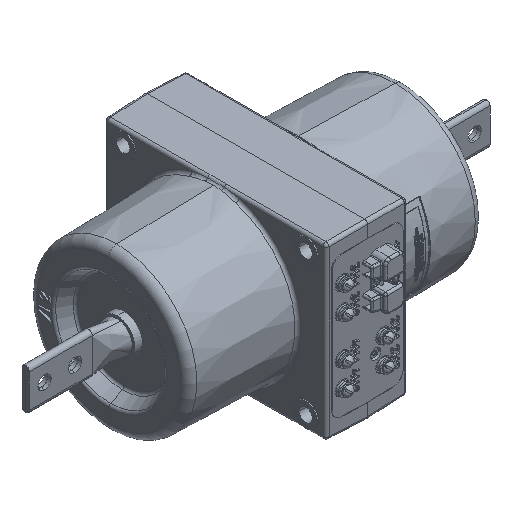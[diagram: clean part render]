
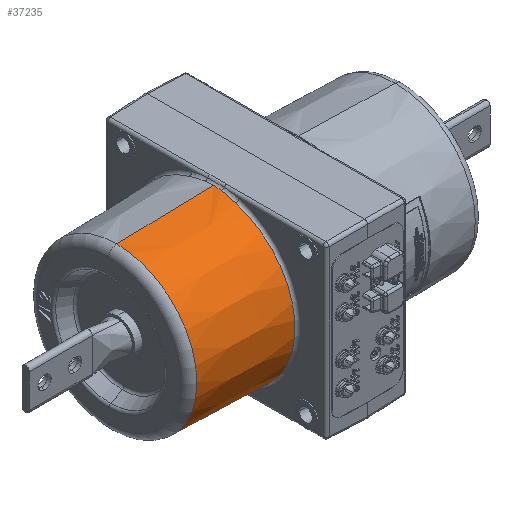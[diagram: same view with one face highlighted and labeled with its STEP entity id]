
A CAD part, isometric view. The second image highlights one B-rep face of the part: STEP entity #37235.
In plain terms, the highlighted conical face has half-angle 1.5 degrees and reference radius 82.5 mm.
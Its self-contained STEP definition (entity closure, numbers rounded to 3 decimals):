
#2650 = CIRCLE ( 'NONE', #25018, 81.376 ) ;
#2671 = CIRCLE ( 'NONE', #25034, 78.907 ) ;
#3653 = CARTESIAN_POINT ( 'NONE',  ( -42.142, -7.991, -81.003 ) ) ;
#3657 = CARTESIAN_POINT ( 'NONE',  ( -42.921, 0., 0. ) ) ;
#3658 = CARTESIAN_POINT ( 'NONE',  ( -42.288, -10.479, -80.754 ) ) ;
#3659 = CARTESIAN_POINT ( 'NONE',  ( -42.478, -12.946, -80.39 ) ) ;
#3660 = CARTESIAN_POINT ( 'NONE',  ( -42.794, -17.843, -79.438 ) ) ;
#3661 = CARTESIAN_POINT ( 'NONE',  ( -42.921, -20.279, -78.849 ) ) ;
#3662 = CARTESIAN_POINT ( 'NONE',  ( -42.921, -22.686, -78.15 ) ) ;
#3667 = DIRECTION ( 'NONE',  ( -1., 0., 0. ) ) ;
#3668 = DIRECTION ( 'NONE',  ( 0., 0., 1. ) ) ;
#3715 = CARTESIAN_POINT ( 'NONE',  ( -41.914, 0., -81.402 ) ) ;
#3718 = CARTESIAN_POINT ( 'NONE',  ( -41.914, -2.664, -81.402 ) ) ;
#3719 = CARTESIAN_POINT ( 'NONE',  ( -41.986, -5.337, -81.269 ) ) ;
#3720 = CARTESIAN_POINT ( 'NONE',  ( -42.142, -7.991, -81.003 ) ) ;
#3724 = CARTESIAN_POINT ( 'NONE',  ( -42.921, -22.686, 78.15 ) ) ;
#3731 = CARTESIAN_POINT ( 'NONE',  ( -42.921, -20.277, 78.849 ) ) ;
#3732 = CARTESIAN_POINT ( 'NONE',  ( -42.794, -17.851, 79.437 ) ) ;
#3733 = CARTESIAN_POINT ( 'NONE',  ( -42.479, -12.954, 80.389 ) ) ;
#3734 = CARTESIAN_POINT ( 'NONE',  ( -42.288, -10.48, 80.754 ) ) ;
#3735 = CARTESIAN_POINT ( 'NONE',  ( -42.142, -7.991, 81.003 ) ) ;
#3736 = CARTESIAN_POINT ( 'NONE',  ( -137.209, 0., 0. ) ) ;
#3737 = DIRECTION ( 'NONE',  ( 1., 0., 0. ) ) ;
#3738 = DIRECTION ( 'NONE',  ( 0., 0., 1. ) ) ;
#3743 = CARTESIAN_POINT ( 'NONE',  ( -42.142, -7.991, 81.003 ) ) ;
#3747 = CARTESIAN_POINT ( 'NONE',  ( -41.985, -5.332, 81.27 ) ) ;
#3748 = CARTESIAN_POINT ( 'NONE',  ( -41.914, -2.668, 81.402 ) ) ;
#3749 = CARTESIAN_POINT ( 'NONE',  ( -41.914, 0., 81.402 ) ) ;
#6291 = AXIS2_PLACEMENT_3D ( 'NONE', #8891, #8888, #8889 ) ;
#7128 = FACE_OUTER_BOUND ( 'NONE', #20815, .T. ) ;
#7135 = CONICAL_SURFACE ( 'NONE', #6291, 82.5, 0.026 ) ;
#8888 = DIRECTION ( 'NONE',  ( 1., 0., 0. ) ) ;
#8889 = DIRECTION ( 'NONE',  ( 0., 0., -1. ) ) ;
#8891 = CARTESIAN_POINT ( 'NONE',  ( 0., 0., 0. ) ) ;
#17054 = EDGE_CURVE ( 'NONE', #22657, #22633, #31104, .T. ) ;
#17059 = EDGE_CURVE ( 'NONE', #22661, #22758, #31109, .T. ) ;
#18903 = VERTEX_POINT ( 'NONE', #60377 ) ;
#18905 = VERTEX_POINT ( 'NONE', #60378 ) ;
#18907 = VERTEX_POINT ( 'NONE', #60379 ) ;
#18909 = VERTEX_POINT ( 'NONE', #60369 ) ;
#20815 = EDGE_LOOP ( 'NONE', ( #43813, #43814, #43815, #43816, #43817, #43818, #43819, #43820 ) ) ;
#22633 = VERTEX_POINT ( 'NONE', #62159 ) ;
#22657 = VERTEX_POINT ( 'NONE', #62183 ) ;
#22661 = VERTEX_POINT ( 'NONE', #62187 ) ;
#22758 = VERTEX_POINT ( 'NONE', #62284 ) ;
#24015 = EDGE_CURVE ( 'NONE', #18903, #18905, #46863, .T. ) ;
#24017 = EDGE_CURVE ( 'NONE', #18905, #18907, #2650, .T. ) ;
#24033 = EDGE_CURVE ( 'NONE', #22758, #18903, #46865, .T. ) ;
#24037 = EDGE_CURVE ( 'NONE', #18907, #18909, #46866, .T. ) ;
#24038 = EDGE_CURVE ( 'NONE', #22657, #22661, #2671, .T. ) ;
#24042 = EDGE_CURVE ( 'NONE', #18909, #22633, #46867, .T. ) ;
#25018 = AXIS2_PLACEMENT_3D ( 'NONE', #3657, #3667, #3668 ) ;
#25034 = AXIS2_PLACEMENT_3D ( 'NONE', #3736, #3737, #3738 ) ;
#31104 = LINE ( 'NONE', #52799, #31112 ) ;
#31109 = LINE ( 'NONE', #52815, #31114 ) ;
#31112 = VECTOR ( 'NONE', #52800, 1000. ) ;
#31114 = VECTOR ( 'NONE', #52816, 1000. ) ;
#37235 = ADVANCED_FACE ( 'NONE', ( #7128 ), #7135, .T. ) ;
#43813 = ORIENTED_EDGE ( 'NONE', *, *, #17054, .F. ) ;
#43814 = ORIENTED_EDGE ( 'NONE', *, *, #24038, .T. ) ;
#43815 = ORIENTED_EDGE ( 'NONE', *, *, #17059, .T. ) ;
#43816 = ORIENTED_EDGE ( 'NONE', *, *, #24033, .T. ) ;
#43817 = ORIENTED_EDGE ( 'NONE', *, *, #24015, .T. ) ;
#43818 = ORIENTED_EDGE ( 'NONE', *, *, #24017, .T. ) ;
#43819 = ORIENTED_EDGE ( 'NONE', *, *, #24037, .T. ) ;
#43820 = ORIENTED_EDGE ( 'NONE', *, *, #24042, .T. ) ;
#46863 = B_SPLINE_CURVE_WITH_KNOTS ( 'NONE', 3,
 ( #3653, #3658, #3659, #3660, #3661, #3662 ),
 .UNSPECIFIED., .F., .F.,
 ( 4, 2, 4 ),
 ( 0., 0.007, 0.015 ),
 .UNSPECIFIED. ) ;
#46865 = B_SPLINE_CURVE_WITH_KNOTS ( 'NONE', 3,
 ( #3715, #3718, #3719, #3720 ),
 .UNSPECIFIED., .F., .F.,
 ( 4, 4 ),
 ( 0.008, 0.016 ),
 .UNSPECIFIED. ) ;
#46866 = B_SPLINE_CURVE_WITH_KNOTS ( 'NONE', 3,
 ( #3724, #3731, #3732, #3733, #3734, #3735 ),
 .UNSPECIFIED., .F., .F.,
 ( 4, 2, 4 ),
 ( 0., 0.007, 0.015 ),
 .UNSPECIFIED. ) ;
#46867 = B_SPLINE_CURVE_WITH_KNOTS ( 'NONE', 3,
 ( #3743, #3747, #3748, #3749 ),
 .UNSPECIFIED., .F., .F.,
 ( 4, 4 ),
 ( 0., 0.008 ),
 .UNSPECIFIED. ) ;
#52799 = CARTESIAN_POINT ( 'NONE',  ( 0., 0., 82.5 ) ) ;
#52800 = DIRECTION ( 'NONE',  ( 1., 0., 0.026 ) ) ;
#52815 = CARTESIAN_POINT ( 'NONE',  ( 0., 0., -82.5 ) ) ;
#52816 = DIRECTION ( 'NONE',  ( 1., 0., -0.026 ) ) ;
#60369 = CARTESIAN_POINT ( 'NONE',  ( -42.142, -7.991, 81.003 ) ) ;
#60377 = CARTESIAN_POINT ( 'NONE',  ( -42.142, -7.991, -81.003 ) ) ;
#60378 = CARTESIAN_POINT ( 'NONE',  ( -42.921, -22.686, -78.15 ) ) ;
#60379 = CARTESIAN_POINT ( 'NONE',  ( -42.921, -22.686, 78.15 ) ) ;
#62159 = CARTESIAN_POINT ( 'NONE',  ( -41.914, 0., 81.402 ) ) ;
#62183 = CARTESIAN_POINT ( 'NONE',  ( -137.209, 0., 78.907 ) ) ;
#62187 = CARTESIAN_POINT ( 'NONE',  ( -137.209, 0., -78.907 ) ) ;
#62284 = CARTESIAN_POINT ( 'NONE',  ( -41.914, 0., -81.402 ) ) ;
